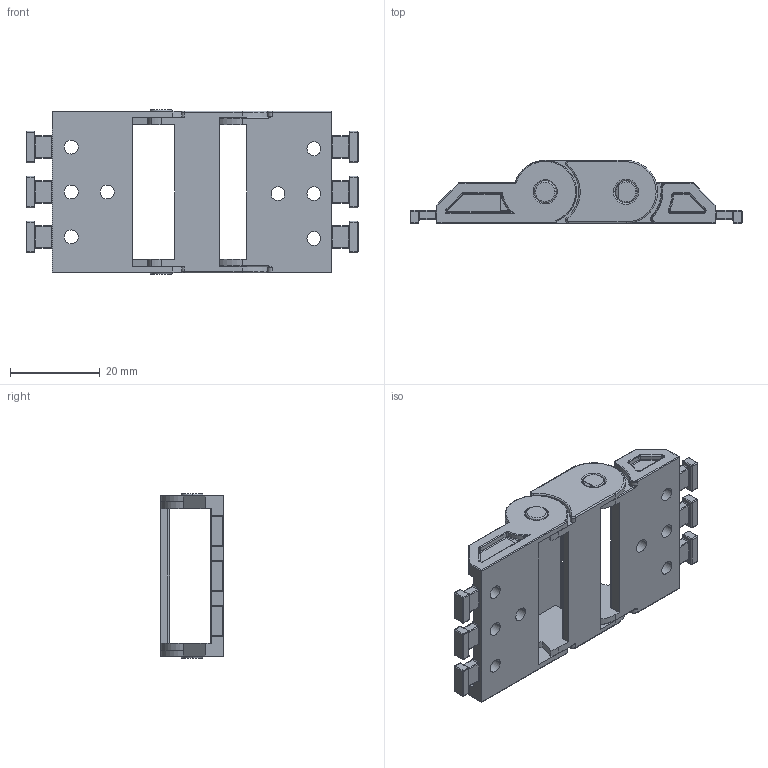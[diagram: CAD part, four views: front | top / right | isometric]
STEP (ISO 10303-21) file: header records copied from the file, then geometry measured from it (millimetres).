
FILE_DESCRIPTION (( 'STEP AP214' ), '1' );
FILE_NAME ('CK10-F030-AYAK.STEP', '2019-09-10T08:25:49', ( '' ), ( '' ), 'SwSTEP 2.0', 'SolidWorks 2017', '' );
FILE_SCHEMA (( 'AUTOMOTIVE_DESIGN' ));
Length unit declared in the file: millimetre
Products named in the file (1): CK10-F030-AYAK
Bounding box: 73.87 x 14 x 36.6 mm (x, y, z)
Volume: 8241.6 mm3; surface area: 9433.7 mm2
Topology: 3 solids, 3 shells, 691 faces, 1670 edges, 929 vertices
Faces by surface type: cylinder 318, torus 145, plane 138, sphere 54, bspline 20, cone 16
Entity records: 20191 total; most frequent: CARTESIAN_POINT 4077, DIRECTION 3708, ORIENTED_EDGE 3216, EDGE_CURVE 1608, AXIS2_PLACEMENT_3D 1503, VERTEX_POINT 929, CIRCLE 831, EDGE_LOOP 723
